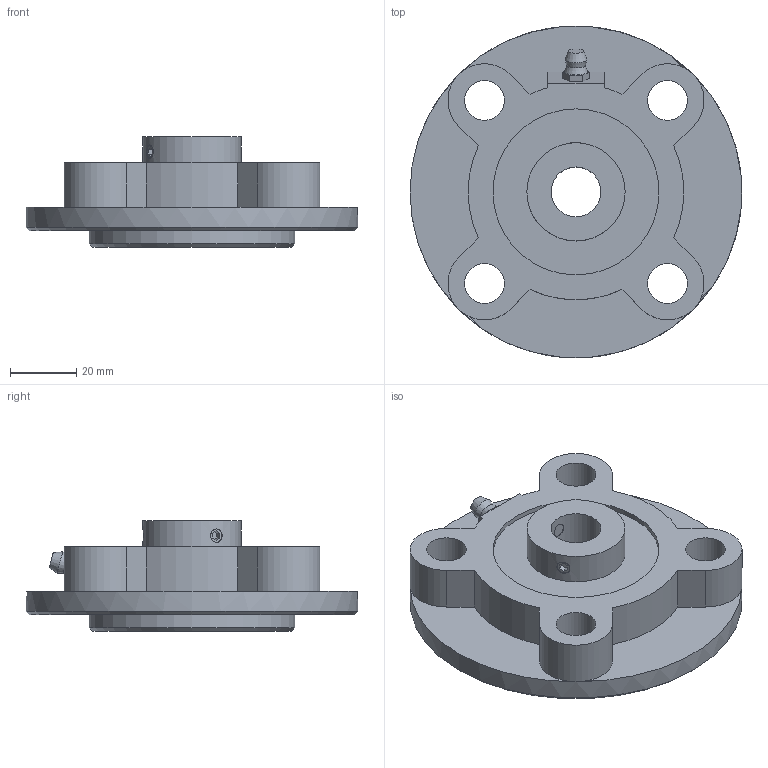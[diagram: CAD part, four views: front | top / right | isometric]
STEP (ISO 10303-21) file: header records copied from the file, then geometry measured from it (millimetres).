
FILE_DESCRIPTION( ( 'STEP AP203' ), '1' );
FILE_NAME( 'UCFC202D1(15,D1).stp', '2019-08-08T08:31:33', ( '' ), ( '' ), ' ', 'PARTsolutions', ' ' );
FILE_SCHEMA( ( 'CONFIG_CONTROL_DESIGN' ) );
Length unit declared in the file: millimetre
Products named in the file (3): UCFC202D1(15,D1); _UCFC202D1UCFC Housing; _GA-1/4-28UNFGNUCFC
Assembly tree (2 placements, depth 2):
  UCFC202D1(15,D1)
    _UCFC202D1UCFC Housing
    _GA-1/4-28UNFGNUCFC
Bounding box: 100 x 100 x 33.3 mm (x, y, z)
Volume: 112918.8 mm3; surface area: 29024 mm2
Topology: 2 solids, 2 shells, 85 faces, 195 edges, 125 vertices
Faces by surface type: plane 54, cylinder 26, cone 5
Full cylindrical faces by diameter (mm): 4.019 x2, 12 x4, 15 x1, 29.6 x2, 50 x2, 62 x1, 100 x1
Entity records: 2596 total; most frequent: CARTESIAN_POINT 602, DIRECTION 406, ORIENTED_EDGE 344, EDGE_CURVE 172, AXIS2_PLACEMENT_3D 152, EDGE_LOOP 124, VERTEX_POINT 120, LINE 102
